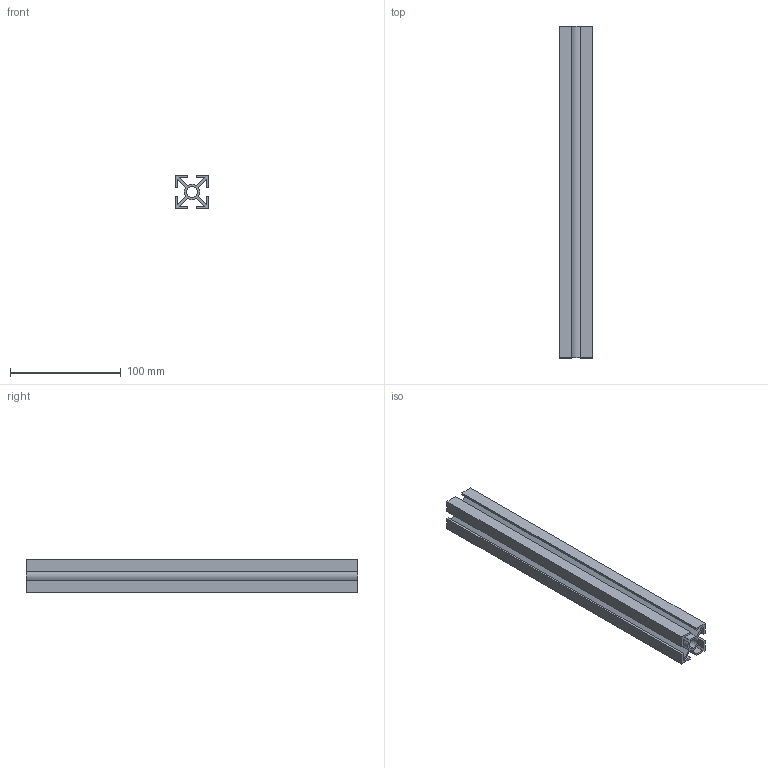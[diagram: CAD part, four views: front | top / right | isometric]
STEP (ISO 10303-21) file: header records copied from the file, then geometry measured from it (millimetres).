
FILE_DESCRIPTION (( 'STEP AP214' ), '1' );
FILE_NAME ('Aluminum profile - 30x30.STEP', '2016-03-10T10:48:42', ( '' ), ( '' ), 'SwSTEP 2.0', 'SolidWorks 2016', '' );
FILE_SCHEMA (( 'AUTOMOTIVE_DESIGN' ));
Length unit declared in the file: millimetre
Products named in the file (1): Aluminum profile - 30x30
Bounding box: 30 x 300 x 30 mm (x, y, z)
Volume: 96804.6 mm3; surface area: 95362.6 mm2
Topology: 1 solids, 1 shells, 41 faces, 117 edges, 78 vertices
Faces by surface type: plane 34, cylinder 7
Entity records: 1363 total; most frequent: CARTESIAN_POINT 237, ORIENTED_EDGE 234, DIRECTION 215, EDGE_CURVE 117, VECTOR 103, LINE 103, VERTEX_POINT 78, AXIS2_PLACEMENT_3D 56
